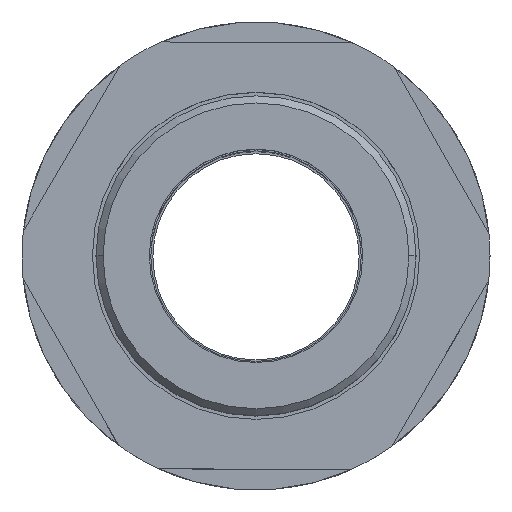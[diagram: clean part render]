
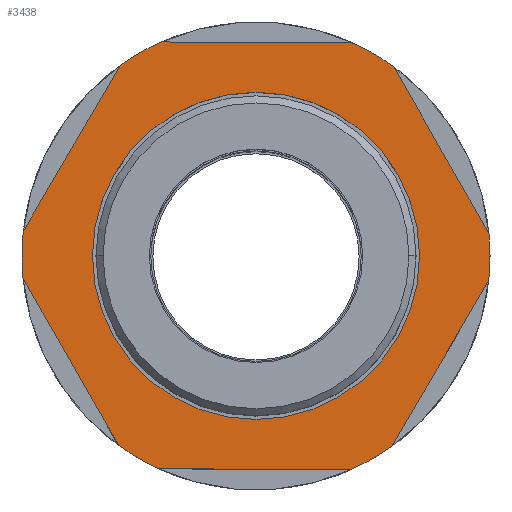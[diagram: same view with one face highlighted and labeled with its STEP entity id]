
A CAD part, top view. The second image highlights one B-rep face of the part: STEP entity #3438.
In plain terms, the highlighted planar face has unit normal (0, 0, 1).
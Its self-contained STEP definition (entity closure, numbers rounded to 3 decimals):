
#3 = EDGE_CURVE ( 'NONE', #866, #6516, #6659, .T. ) ;
#99 = VECTOR ( 'NONE', #3752, 1000. ) ;
#121 = VERTEX_POINT ( 'NONE', #1253 ) ;
#127 = ORIENTED_EDGE ( 'NONE', *, *, #6468, .F. ) ;
#299 = CARTESIAN_POINT ( 'NONE',  ( 0., 0., 42.55 ) ) ;
#316 = CARTESIAN_POINT ( 'NONE',  ( 9.687, 13.295, 42.55 ) ) ;
#348 = DIRECTION ( 'NONE',  ( 0., 0., -1. ) ) ;
#356 = DIRECTION ( 'NONE',  ( 1., 0., 0. ) ) ;
#370 = EDGE_CURVE ( 'NONE', #6678, #2127, #684, .T. ) ;
#399 = DIRECTION ( 'NONE',  ( 1., 0., 0. ) ) ;
#462 = CARTESIAN_POINT ( 'NONE',  ( 6.671, -15.037, 42.55 ) ) ;
#621 = VERTEX_POINT ( 'NONE', #3702 ) ;
#647 = EDGE_CURVE ( 'NONE', #121, #2043, #2966, .T. ) ;
#684 = CIRCLE ( 'NONE', #3544, 16.45 ) ;
#765 = CIRCLE ( 'NONE', #1446, 16.45 ) ;
#813 = DIRECTION ( 'NONE',  ( 0., 0., 1. ) ) ;
#821 = EDGE_CURVE ( 'NONE', #3316, #1701, #4281, .T. ) ;
#866 = VERTEX_POINT ( 'NONE', #974 ) ;
#874 = ORIENTED_EDGE ( 'NONE', *, *, #1134, .F. ) ;
#893 = CIRCLE ( 'NONE', #4656, 16.45 ) ;
#930 = DIRECTION ( 'NONE',  ( 1., 0., 0. ) ) ;
#931 = VECTOR ( 'NONE', #1000, 1000. ) ;
#947 = CARTESIAN_POINT ( 'NONE',  ( 0., 0., 42.55 ) ) ;
#974 = CARTESIAN_POINT ( 'NONE',  ( -6.835, -14.963, 42.55 ) ) ;
#984 = DIRECTION ( 'NONE',  ( 0.495, -0.869, 0. ) ) ;
#992 = EDGE_CURVE ( 'NONE', #4776, #1355, #6254, .T. ) ;
#994 = CARTESIAN_POINT ( 'NONE',  ( 0., 0., 42.55 ) ) ;
#1000 = DIRECTION ( 'NONE',  ( 1., -0.005, 0. ) ) ;
#1032 = CARTESIAN_POINT ( 'NONE',  ( 8.578, -15.047, 42.55 ) ) ;
#1035 = DIRECTION ( 'NONE',  ( 0., 0., -1. ) ) ;
#1044 = ORIENTED_EDGE ( 'NONE', *, *, #5478, .T. ) ;
#1066 = LINE ( 'NONE', #6224, #5138 ) ;
#1114 = AXIS2_PLACEMENT_3D ( 'NONE', #2849, #6452, #3384 ) ;
#1134 = EDGE_CURVE ( 'NONE', #4776, #621, #5309, .T. ) ;
#1143 = CARTESIAN_POINT ( 'NONE',  ( 0., 0., 42.55 ) ) ;
#1190 = CARTESIAN_POINT ( 'NONE',  ( -6.671, 15.037, 42.55 ) ) ;
#1221 = CARTESIAN_POINT ( 'NONE',  ( 16.358, -1.741, 42.55 ) ) ;
#1253 = CARTESIAN_POINT ( 'NONE',  ( 9.541, -13.401, 42.55 ) ) ;
#1268 = EDGE_CURVE ( 'NONE', #621, #3482, #2909, .T. ) ;
#1355 = VERTEX_POINT ( 'NONE', #316 ) ;
#1361 = LINE ( 'NONE', #3213, #99 ) ;
#1383 = ORIENTED_EDGE ( 'NONE', *, *, #6407, .T. ) ;
#1446 = AXIS2_PLACEMENT_3D ( 'NONE', #5804, #2712, #6325 ) ;
#1513 = CIRCLE ( 'NONE', #2474, 11.5 ) ;
#1548 = ORIENTED_EDGE ( 'NONE', *, *, #1628, .T. ) ;
#1628 = EDGE_CURVE ( 'NONE', #6678, #5901, #1361, .T. ) ;
#1679 = DIRECTION ( 'NONE',  ( 1., 0., 0. ) ) ;
#1701 = VERTEX_POINT ( 'NONE', #5823 ) ;
#1760 = CARTESIAN_POINT ( 'NONE',  ( -9.541, 13.401, 42.55 ) ) ;
#1839 = VECTOR ( 'NONE', #4753, 1000. ) ;
#1853 = ORIENTED_EDGE ( 'NONE', *, *, #2495, .F. ) ;
#2027 = EDGE_CURVE ( 'NONE', #866, #2043, #4851, .T. ) ;
#2043 = VERTEX_POINT ( 'NONE', #462 ) ;
#2047 = CARTESIAN_POINT ( 'NONE',  ( 16.376, 1.562, 42.55 ) ) ;
#2127 = VERTEX_POINT ( 'NONE', #1190 ) ;
#2201 = CARTESIAN_POINT ( 'NONE',  ( 0., 0., 42.55 ) ) ;
#2210 = DIRECTION ( 'NONE',  ( 0., 0., -1. ) ) ;
#2276 = VECTOR ( 'NONE', #4024, 1000. ) ;
#2330 = ORIENTED_EDGE ( 'NONE', *, *, #1268, .F. ) ;
#2474 = AXIS2_PLACEMENT_3D ( 'NONE', #6686, #3637, #399 ) ;
#2486 = ORIENTED_EDGE ( 'NONE', *, *, #647, .F. ) ;
#2495 = EDGE_CURVE ( 'NONE', #3820, #1355, #765, .T. ) ;
#2559 = VERTEX_POINT ( 'NONE', #3864 ) ;
#2712 = DIRECTION ( 'NONE',  ( 0., 0., -1. ) ) ;
#2777 = ORIENTED_EDGE ( 'NONE', *, *, #5722, .T. ) ;
#2848 = ORIENTED_EDGE ( 'NONE', *, *, #4542, .F. ) ;
#2849 = CARTESIAN_POINT ( 'NONE',  ( 0., 0., 42.55 ) ) ;
#2909 = CIRCLE ( 'NONE', #5639, 16.45 ) ;
#2961 = EDGE_CURVE ( 'NONE', #1701, #3316, #1513, .T. ) ;
#2966 = CIRCLE ( 'NONE', #4806, 16.45 ) ;
#3213 = CARTESIAN_POINT ( 'NONE',  ( -8.578, 15.047, 42.55 ) ) ;
#3228 = CARTESIAN_POINT ( 'NONE',  ( 0., 0., 42.55 ) ) ;
#3237 = CARTESIAN_POINT ( 'NONE',  ( -16.358, 1.741, 42.55 ) ) ;
#3293 = AXIS2_PLACEMENT_3D ( 'NONE', #1143, #4866, #1679 ) ;
#3316 = VERTEX_POINT ( 'NONE', #5278 ) ;
#3328 = DIRECTION ( 'NONE',  ( 0., 0., -1. ) ) ;
#3366 = AXIS2_PLACEMENT_3D ( 'NONE', #2201, #3328, #5882 ) ;
#3374 = DIRECTION ( 'NONE',  ( 1., 0., 0. ) ) ;
#3384 = DIRECTION ( 'NONE',  ( 1., 0., 0. ) ) ;
#3438 = ADVANCED_FACE ( 'NONE', ( #4593, #5783 ), #4357, .T. ) ;
#3461 = DIRECTION ( 'NONE',  ( 0., 0., -1. ) ) ;
#3482 = VERTEX_POINT ( 'NONE', #1221 ) ;
#3544 = AXIS2_PLACEMENT_3D ( 'NONE', #994, #5122, #4001 ) ;
#3563 = EDGE_LOOP ( 'NONE', ( #5365, #6777 ) ) ;
#3637 = DIRECTION ( 'NONE',  ( 0., 0., 1. ) ) ;
#3702 = CARTESIAN_POINT ( 'NONE',  ( 16.45, 0., 42.55 ) ) ;
#3752 = DIRECTION ( 'NONE',  ( -0.505, -0.863, 0. ) ) ;
#3820 = VERTEX_POINT ( 'NONE', #4375 ) ;
#3831 = CARTESIAN_POINT ( 'NONE',  ( -9.687, -13.295, 42.55 ) ) ;
#3864 = CARTESIAN_POINT ( 'NONE',  ( -16.45, 0., 42.55 ) ) ;
#3979 = CARTESIAN_POINT ( 'NONE',  ( 17.32, -0.095, 42.55 ) ) ;
#3988 = DIRECTION ( 'NONE',  ( -1., 0.005, 0. ) ) ;
#4001 = DIRECTION ( 'NONE',  ( 1., 0., 0. ) ) ;
#4007 = AXIS2_PLACEMENT_3D ( 'NONE', #947, #813, #930 ) ;
#4024 = DIRECTION ( 'NONE',  ( -0.495, 0.869, 0. ) ) ;
#4037 = AXIS2_PLACEMENT_3D ( 'NONE', #4464, #2210, #5643 ) ;
#4087 = ORIENTED_EDGE ( 'NONE', *, *, #3, .F. ) ;
#4227 = CARTESIAN_POINT ( 'NONE',  ( -8.742, -14.952, 42.55 ) ) ;
#4259 = CARTESIAN_POINT ( 'NONE',  ( 0., 0., 42.55 ) ) ;
#4281 = CIRCLE ( 'NONE', #4007, 11.5 ) ;
#4357 = PLANE ( 'NONE',  #1114 ) ;
#4375 = CARTESIAN_POINT ( 'NONE',  ( 6.835, 14.963, 42.55 ) ) ;
#4392 = ORIENTED_EDGE ( 'NONE', *, *, #992, .T. ) ;
#4455 = CARTESIAN_POINT ( 'NONE',  ( -16.376, -1.562, 42.55 ) ) ;
#4464 = CARTESIAN_POINT ( 'NONE',  ( 0., 0., 42.55 ) ) ;
#4542 = EDGE_CURVE ( 'NONE', #5168, #2559, #6740, .T. ) ;
#4593 = FACE_BOUND ( 'NONE', #3563, .T. ) ;
#4656 = AXIS2_PLACEMENT_3D ( 'NONE', #4259, #1035, #4757 ) ;
#4753 = DIRECTION ( 'NONE',  ( 0.505, 0.863, 0. ) ) ;
#4757 = DIRECTION ( 'NONE',  ( 1., 0., 0. ) ) ;
#4776 = VERTEX_POINT ( 'NONE', #2047 ) ;
#4806 = AXIS2_PLACEMENT_3D ( 'NONE', #3228, #3461, #3374 ) ;
#4851 = LINE ( 'NONE', #4227, #931 ) ;
#4866 = DIRECTION ( 'NONE',  ( 0., 0., -1. ) ) ;
#5122 = DIRECTION ( 'NONE',  ( 0., 0., -1. ) ) ;
#5138 = VECTOR ( 'NONE', #984, 1000. ) ;
#5168 = VERTEX_POINT ( 'NONE', #4455 ) ;
#5278 = CARTESIAN_POINT ( 'NONE',  ( 11.5, 0., 42.55 ) ) ;
#5309 = CIRCLE ( 'NONE', #3366, 16.45 ) ;
#5365 = ORIENTED_EDGE ( 'NONE', *, *, #821, .F. ) ;
#5475 = LINE ( 'NONE', #6511, #6646 ) ;
#5478 = EDGE_CURVE ( 'NONE', #121, #3482, #5867, .T. ) ;
#5639 = AXIS2_PLACEMENT_3D ( 'NONE', #299, #348, #356 ) ;
#5643 = DIRECTION ( 'NONE',  ( 1., 0., 0. ) ) ;
#5722 = EDGE_CURVE ( 'NONE', #3820, #2127, #5475, .T. ) ;
#5783 = FACE_OUTER_BOUND ( 'NONE', #6200, .T. ) ;
#5804 = CARTESIAN_POINT ( 'NONE',  ( 0., 0., 42.55 ) ) ;
#5823 = CARTESIAN_POINT ( 'NONE',  ( -11.5, 0., 42.55 ) ) ;
#5867 = LINE ( 'NONE', #1032, #1839 ) ;
#5882 = DIRECTION ( 'NONE',  ( 1., 0., 0. ) ) ;
#5901 = VERTEX_POINT ( 'NONE', #3237 ) ;
#6200 = EDGE_LOOP ( 'NONE', ( #4392, #1853, #2777, #6313, #1548, #127, #2848, #1383, #4087, #6622, #2486, #1044, #2330, #874 ) ) ;
#6224 = CARTESIAN_POINT ( 'NONE',  ( -17.32, 0.095, 42.55 ) ) ;
#6254 = LINE ( 'NONE', #3979, #2276 ) ;
#6313 = ORIENTED_EDGE ( 'NONE', *, *, #370, .F. ) ;
#6325 = DIRECTION ( 'NONE',  ( 1., 0., 0. ) ) ;
#6407 = EDGE_CURVE ( 'NONE', #5168, #6516, #1066, .T. ) ;
#6452 = DIRECTION ( 'NONE',  ( 0., 0., 1. ) ) ;
#6468 = EDGE_CURVE ( 'NONE', #2559, #5901, #893, .T. ) ;
#6511 = CARTESIAN_POINT ( 'NONE',  ( 8.742, 14.952, 42.55 ) ) ;
#6516 = VERTEX_POINT ( 'NONE', #3831 ) ;
#6622 = ORIENTED_EDGE ( 'NONE', *, *, #2027, .T. ) ;
#6646 = VECTOR ( 'NONE', #3988, 1000. ) ;
#6659 = CIRCLE ( 'NONE', #4037, 16.45 ) ;
#6678 = VERTEX_POINT ( 'NONE', #1760 ) ;
#6686 = CARTESIAN_POINT ( 'NONE',  ( 0., 0., 42.55 ) ) ;
#6740 = CIRCLE ( 'NONE', #3293, 16.45 ) ;
#6777 = ORIENTED_EDGE ( 'NONE', *, *, #2961, .F. ) ;
